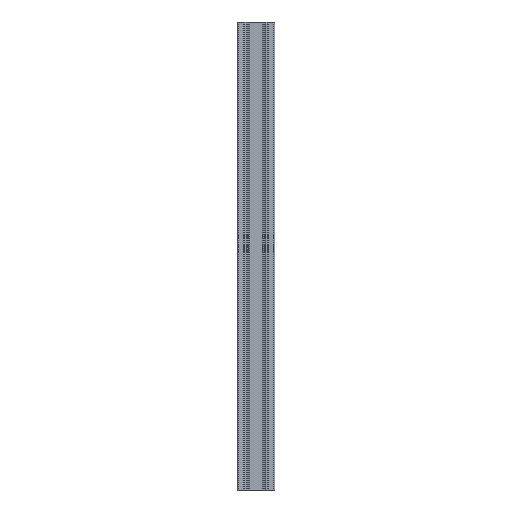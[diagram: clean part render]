
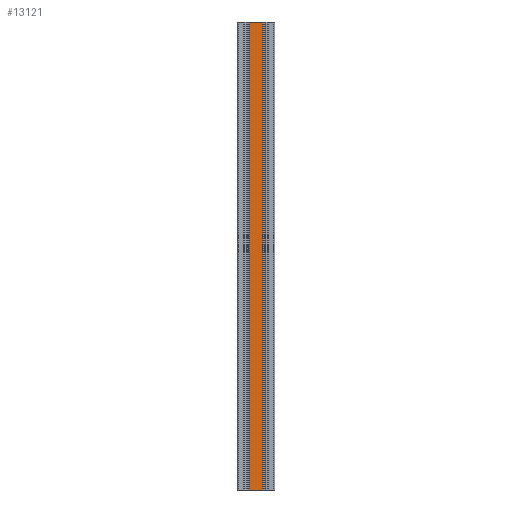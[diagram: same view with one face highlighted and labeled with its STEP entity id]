
A CAD part, left-side view. The second image highlights one B-rep face of the part: STEP entity #13121.
In plain terms, the highlighted planar face has unit normal (-1, 0, 0).
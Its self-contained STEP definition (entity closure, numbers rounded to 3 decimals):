
#150 = ORIENTED_EDGE ( 'NONE', *, *, #9972, .F. ) ;
#217 = VECTOR ( 'NONE', #11476, 1000. ) ;
#834 = LINE ( 'NONE', #25063, #217 ) ;
#1092 = DIRECTION ( 'NONE',  ( -1., 0., 0. ) ) ;
#1572 = FACE_OUTER_BOUND ( 'NONE', #15314, .T. ) ;
#1860 = CARTESIAN_POINT ( 'NONE',  ( -40., -13.9, -1000. ) ) ;
#1998 = LINE ( 'NONE', #7557, #6564 ) ;
#3229 = EDGE_CURVE ( 'NONE', #12117, #18424, #834, .T. ) ;
#3429 = CARTESIAN_POINT ( 'NONE',  ( -40., 0., 0. ) ) ;
#4179 = VECTOR ( 'NONE', #5389, 1000. ) ;
#5389 = DIRECTION ( 'NONE',  ( 0., -1., 0. ) ) ;
#5618 = ORIENTED_EDGE ( 'NONE', *, *, #3229, .T. ) ;
#5712 = ORIENTED_EDGE ( 'NONE', *, *, #10688, .T. ) ;
#5887 = CARTESIAN_POINT ( 'NONE',  ( -40., -13.9, 0. ) ) ;
#6105 = EDGE_CURVE ( 'NONE', #12117, #12679, #23480, .T. ) ;
#6564 = VECTOR ( 'NONE', #19158, 1000. ) ;
#7557 = CARTESIAN_POINT ( 'NONE',  ( -40., -13.9, -1000. ) ) ;
#7565 = CARTESIAN_POINT ( 'NONE',  ( -40., 13.9, -1000. ) ) ;
#8748 = ORIENTED_EDGE ( 'NONE', *, *, #6105, .F. ) ;
#9972 = EDGE_CURVE ( 'NONE', #12679, #15003, #22984, .T. ) ;
#10688 = EDGE_CURVE ( 'NONE', #18424, #15003, #1998, .T. ) ;
#11476 = DIRECTION ( 'NONE',  ( 0., -1., 0. ) ) ;
#12117 = VERTEX_POINT ( 'NONE', #19032 ) ;
#12679 = VERTEX_POINT ( 'NONE', #22740 ) ;
#13121 = ADVANCED_FACE ( 'NONE', ( #1572 ), #20405, .T. ) ;
#13133 = VECTOR ( 'NONE', #21134, 1000. ) ;
#14640 = DIRECTION ( 'NONE',  ( 0., 0., 1. ) ) ;
#15003 = VERTEX_POINT ( 'NONE', #5887 ) ;
#15314 = EDGE_LOOP ( 'NONE', ( #150, #8748, #5618, #5712 ) ) ;
#18424 = VERTEX_POINT ( 'NONE', #1860 ) ;
#19032 = CARTESIAN_POINT ( 'NONE',  ( -40., 13.9, -1000. ) ) ;
#19158 = DIRECTION ( 'NONE',  ( 0., 0., 1. ) ) ;
#20405 = PLANE ( 'NONE',  #20492 ) ;
#20492 = AXIS2_PLACEMENT_3D ( 'NONE', #24323, #1092, #14640 ) ;
#21134 = DIRECTION ( 'NONE',  ( 0., 0., 1. ) ) ;
#22740 = CARTESIAN_POINT ( 'NONE',  ( -40., 13.9, 0. ) ) ;
#22984 = LINE ( 'NONE', #3429, #4179 ) ;
#23480 = LINE ( 'NONE', #7565, #13133 ) ;
#24323 = CARTESIAN_POINT ( 'NONE',  ( -40., 0., -1000. ) ) ;
#25063 = CARTESIAN_POINT ( 'NONE',  ( -40., 0., -1000. ) ) ;
